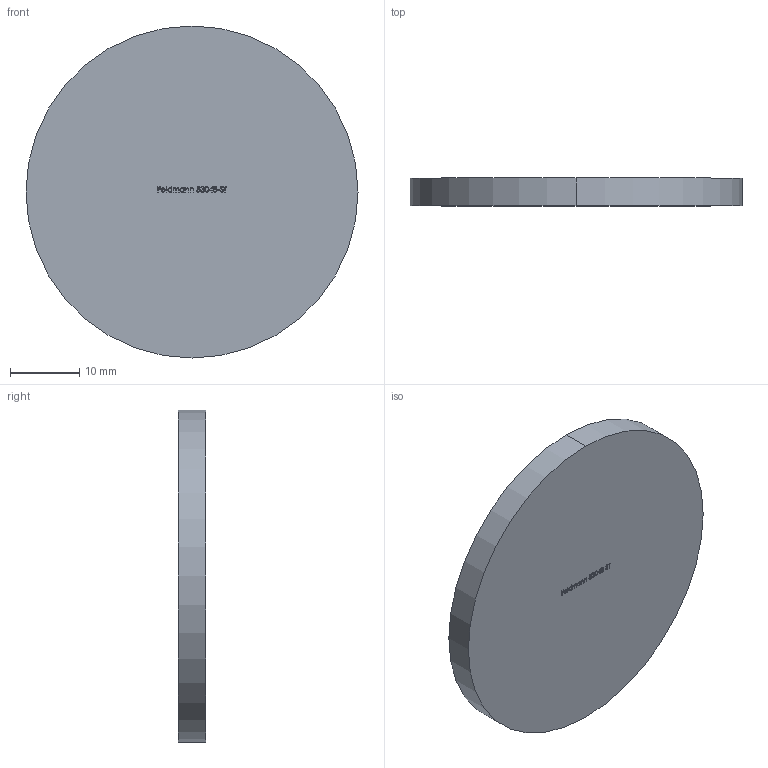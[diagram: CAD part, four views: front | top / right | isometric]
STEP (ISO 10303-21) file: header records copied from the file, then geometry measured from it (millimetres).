
FILE_DESCRIPTION (( 'STEP AP203' ), '1' );
FILE_NAME ('53048-ST.step', '2019-04-03T11:38:59', ( '' ), ( '' ), 'SwSTEP 2.0', 'SolidWorks 2015', '' );
FILE_SCHEMA (( 'CONFIG_CONTROL_DESIGN' ));
Length unit declared in the file: millimetre
Products named in the file (1): 53048-ST
Bounding box: 48 x 4 x 48 mm (x, y, z)
Volume: 7238 mm3; surface area: 4227.7 mm2
Topology: 1 solids, 1 shells, 228 faces, 609 edges, 406 vertices
Faces by surface type: plane 115, bspline 111, cylinder 2
Entity records: 12792 total; most frequent: CARTESIAN_POINT 7779, ORIENTED_EDGE 1218, DIRECTION 627, EDGE_CURVE 609, VERTEX_POINT 406, VECTOR 383, LINE 383, EDGE_LOOP 251
